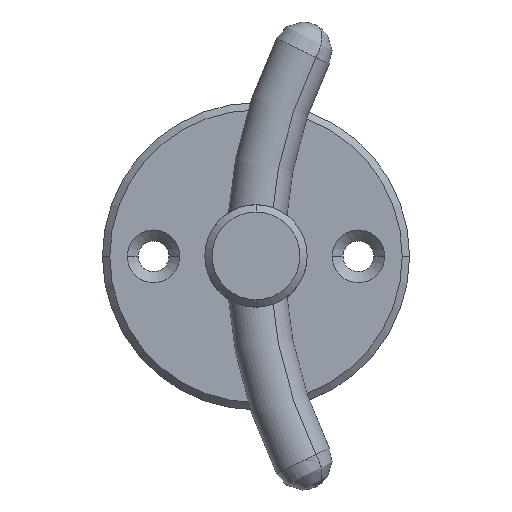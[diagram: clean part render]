
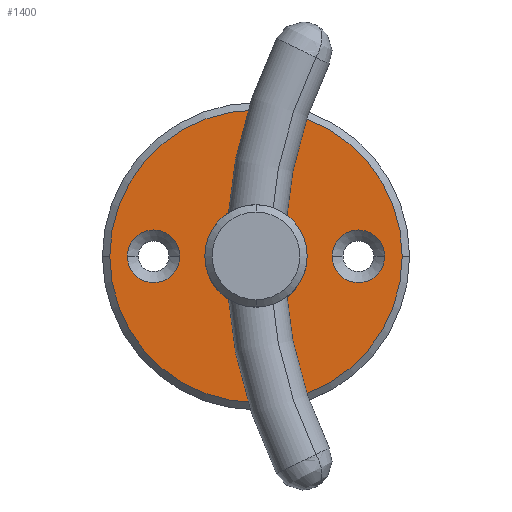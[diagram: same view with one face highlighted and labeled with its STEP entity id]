
A CAD part, top view. The second image highlights one B-rep face of the part: STEP entity #1400.
In plain terms, the highlighted planar face has unit normal (0, 0, 1).
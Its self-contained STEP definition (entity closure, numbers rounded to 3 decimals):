
#670=CARTESIAN_POINT('',(0.,0.,2.5));
#680=DIRECTION('',(0.,0.,1.));
#690=DIRECTION('',(1.,0.,0.));
#700=AXIS2_PLACEMENT_3D('',#670,#680,#690);
#710=PLANE('',#700);
#720=CARTESIAN_POINT('',(0.,0.,2.5));
#730=DIRECTION('',(0.,0.,1.));
#740=DIRECTION('',(-0.64,-0.769,0.));
#750=AXIS2_PLACEMENT_3D('',#720,#730,#740);
#760=CIRCLE('',#750,7.);
#770=CARTESIAN_POINT('',(-4.479,-5.38,2.5));
#780=VERTEX_POINT('',#770);
#790=CARTESIAN_POINT('',(4.479,5.38,2.5));
#800=VERTEX_POINT('',#790);
#810=EDGE_CURVE('',#780,#800,#760,.T.);
#820=ORIENTED_EDGE('',*,*,#810,.F.);
#830=EDGE_CURVE('',#800,#780,#760,.T.);
#840=ORIENTED_EDGE('',*,*,#830,.F.);
#850=EDGE_LOOP('',(#840,#820));
#860=FACE_BOUND('',#850,.T.);
#870=CARTESIAN_POINT('',(14.,0.,2.5));
#880=DIRECTION('',(0.,0.,1.));
#890=DIRECTION('',(1.,0.,0.));
#900=AXIS2_PLACEMENT_3D('',#870,#880,#890);
#910=CIRCLE('',#900,3.6);
#920=CARTESIAN_POINT('',(14.,-3.6,2.5));
#930=VERTEX_POINT('',#920);
#940=CARTESIAN_POINT('',(17.6,0.,2.5));
#950=VERTEX_POINT('',#940);
#960=EDGE_CURVE('',#930,#950,#910,.T.);
#970=ORIENTED_EDGE('',*,*,#960,.F.);
#980=CARTESIAN_POINT('',(10.4,0.,2.5));
#990=VERTEX_POINT('',#980);
#1000=EDGE_CURVE('',#950,#990,#910,.T.);
#1010=ORIENTED_EDGE('',*,*,#1000,.F.);
#1020=EDGE_CURVE('',#990,#930,#910,.T.);
#1030=ORIENTED_EDGE('',*,*,#1020,.F.);
#1040=EDGE_LOOP('',(#1030,#1010,#970));
#1050=FACE_BOUND('',#1040,.T.);
#1060=CARTESIAN_POINT('',(-14.,0.,2.5));
#1070=DIRECTION('',(0.,0.,1.));
#1080=DIRECTION('',(1.,0.,0.));
#1090=AXIS2_PLACEMENT_3D('',#1060,#1070,#1080);
#1100=CIRCLE('',#1090,3.6);
#1110=CARTESIAN_POINT('',(-14.,-3.6,2.5));
#1120=VERTEX_POINT('',#1110);
#1130=CARTESIAN_POINT('',(-10.4,0.,2.5));
#1140=VERTEX_POINT('',#1130);
#1150=EDGE_CURVE('',#1120,#1140,#1100,.T.);
#1160=ORIENTED_EDGE('',*,*,#1150,.F.);
#1170=CARTESIAN_POINT('',(-17.6,0.,2.5));
#1180=VERTEX_POINT('',#1170);
#1190=EDGE_CURVE('',#1140,#1180,#1100,.T.);
#1200=ORIENTED_EDGE('',*,*,#1190,.F.);
#1210=EDGE_CURVE('',#1180,#1120,#1100,.T.);
#1220=ORIENTED_EDGE('',*,*,#1210,.F.);
#1230=EDGE_LOOP('',(#1220,#1200,#1160));
#1240=FACE_BOUND('',#1230,.T.);
#1250=CARTESIAN_POINT('',(0.,0.,2.5));
#1260=DIRECTION('',(0.,0.,1.));
#1270=DIRECTION('',(1.,0.,0.));
#1280=AXIS2_PLACEMENT_3D('',#1250,#1260,#1270);
#1290=CIRCLE('',#1280,20.);
#1300=CARTESIAN_POINT('',(20.,0.,2.5));
#1310=VERTEX_POINT('',#1300);
#1320=CARTESIAN_POINT('',(-20.,0.,2.5));
#1330=VERTEX_POINT('',#1320);
#1340=EDGE_CURVE('',#1310,#1330,#1290,.T.);
#1350=ORIENTED_EDGE('',*,*,#1340,.T.);
#1360=EDGE_CURVE('',#1330,#1310,#1290,.T.);
#1370=ORIENTED_EDGE('',*,*,#1360,.T.);
#1380=EDGE_LOOP('',(#1370,#1350));
#1390=FACE_OUTER_BOUND('',#1380,.T.);
#1400=ADVANCED_FACE('',(#860,#1050,#1240,#1390),#710,.T.);
